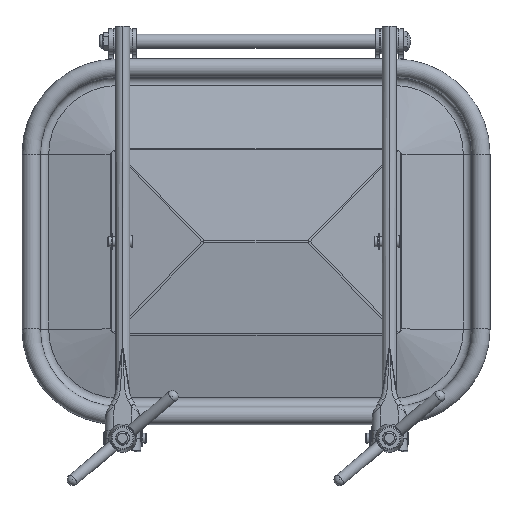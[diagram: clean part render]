
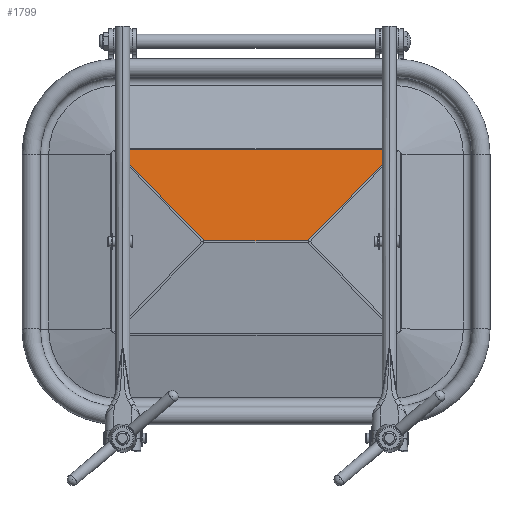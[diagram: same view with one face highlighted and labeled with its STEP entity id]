
A CAD part, top view. The second image highlights one B-rep face of the part: STEP entity #1799.
In plain terms, the highlighted planar face has unit normal (0, 0.119, 0.993).
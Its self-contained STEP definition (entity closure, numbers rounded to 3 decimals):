
#1799 = ADVANCED_FACE( '', ( #3387 ), #3388, .T. );
#3387 = FACE_OUTER_BOUND( '', #7883, .T. );
#3388 = PLANE( '', #7884 );
#7883 = EDGE_LOOP( '', ( #11623, #11624, #11625, #11626 ) );
#7884 = AXIS2_PLACEMENT_3D( '', #11627, #11628, #11629 );
#11623 = ORIENTED_EDGE( '', *, *, #12128, .F. );
#11624 = ORIENTED_EDGE( '', *, *, #13331, .T. );
#11625 = ORIENTED_EDGE( '', *, *, #12610, .T. );
#11626 = ORIENTED_EDGE( '', *, *, #13042, .T. );
#11627 = CARTESIAN_POINT( '', ( 190., 1.193, 43.337 ) );
#11628 = DIRECTION( '', ( 0., 0.119, 0.993 ) );
#11629 = DIRECTION( '', ( 0., -0.993, 0.119 ) );
#12128 = EDGE_CURVE( '', #13656, #13647, #13658, .T. );
#12610 = EDGE_CURVE( '', #14439, #14440, #14441, .T. );
#13042 = EDGE_CURVE( '', #14440, #13647, #15035, .T. );
#13331 = EDGE_CURVE( '', #13656, #14439, #15364, .T. );
#13647 = VERTEX_POINT( '', #16487 );
#13656 = VERTEX_POINT( '', #16506 );
#13658 = LINE( '', #16511, #16512 );
#14439 = VERTEX_POINT( '', #17969 );
#14440 = VERTEX_POINT( '', #17970 );
#14441 = LINE( '', #17971, #17972 );
#15035 = LINE( '', #19335, #19336 );
#15364 = LINE( '', #19895, #19896 );
#16487 = CARTESIAN_POINT( '', ( -62.579, 1.193, 43.337 ) );
#16506 = CARTESIAN_POINT( '', ( 62.579, 1.193, 43.337 ) );
#16511 = CARTESIAN_POINT( '', ( 190., 1.193, 43.337 ) );
#16512 = VECTOR( '', #20190, 1000. );
#17969 = CARTESIAN_POINT( '', ( 168.368, 110.459, 30.208 ) );
#17970 = CARTESIAN_POINT( '', ( -168.368, 110.459, 30.208 ) );
#17971 = CARTESIAN_POINT( '', ( -166.5, 110.459, 30.208 ) );
#17972 = VECTOR( '', #20866, 1000. );
#19335 = CARTESIAN_POINT( '', ( 58.722, -124.097, 58.391 ) );
#19336 = VECTOR( '', #21401, 1000. );
#19895 = CARTESIAN_POINT( '', ( 123.773, 64.399, 35.742 ) );
#19896 = VECTOR( '', #21682, 1000. );
#20190 = DIRECTION( '', ( -1., 0., 0. ) );
#20866 = DIRECTION( '', ( -1., 0., 0. ) );
#21401 = DIRECTION( '', ( 0.693, -0.716, 0.086 ) );
#21682 = DIRECTION( '', ( 0.693, 0.716, -0.086 ) );
